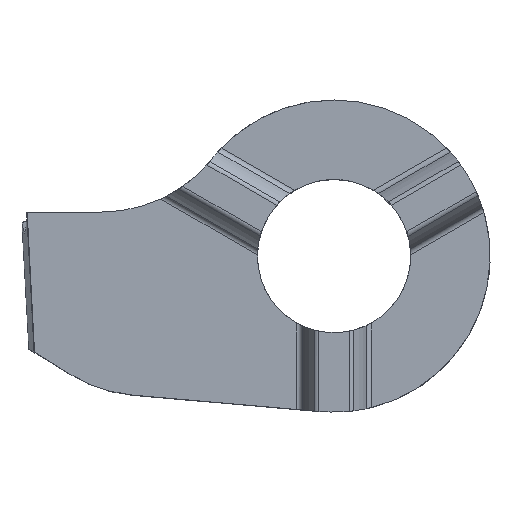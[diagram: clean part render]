
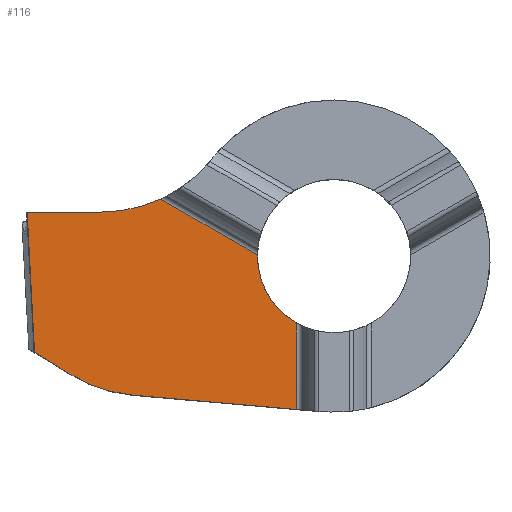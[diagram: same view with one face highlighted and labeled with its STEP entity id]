
A CAD part, top view. The second image highlights one B-rep face of the part: STEP entity #116.
In plain terms, the highlighted planar face has unit normal (0, 0, 1).
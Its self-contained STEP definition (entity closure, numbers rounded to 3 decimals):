
#91=CIRCLE('',#1050,5.);
#92=CIRCLE('',#1051,2.7);
#93=CIRCLE('',#1052,5.);
#116=ADVANCED_FACE('',(#191),#171,.F.);
#171=PLANE('',#1053);
#191=FACE_OUTER_BOUND('',#240,.T.);
#240=EDGE_LOOP('',(#350,#351,#352,#353,#354,#355,#356,#357,#358));
#350=ORIENTED_EDGE('',*,*,#735,.T.);
#351=ORIENTED_EDGE('',*,*,#736,.T.);
#352=ORIENTED_EDGE('',*,*,#737,.T.);
#353=ORIENTED_EDGE('',*,*,#738,.T.);
#354=ORIENTED_EDGE('',*,*,#739,.F.);
#355=ORIENTED_EDGE('',*,*,#740,.T.);
#356=ORIENTED_EDGE('',*,*,#734,.T.);
#357=ORIENTED_EDGE('',*,*,#741,.F.);
#358=ORIENTED_EDGE('',*,*,#742,.T.);
#630=VERTEX_POINT('',#1397);
#637=VERTEX_POINT('',#1417);
#638=VERTEX_POINT('',#1421);
#639=VERTEX_POINT('',#1422);
#640=VERTEX_POINT('',#1424);
#641=VERTEX_POINT('',#1426);
#642=VERTEX_POINT('',#1428);
#643=VERTEX_POINT('',#1430);
#644=VERTEX_POINT('',#1433);
#734=EDGE_CURVE('',#630,#637,#876,.T.);
#735=EDGE_CURVE('',#638,#639,#91,.T.);
#736=EDGE_CURVE('',#639,#640,#877,.T.);
#737=EDGE_CURVE('',#640,#641,#878,.T.);
#738=EDGE_CURVE('',#641,#642,#92,.T.);
#739=EDGE_CURVE('',#643,#642,#879,.T.);
#740=EDGE_CURVE('',#643,#630,#93,.T.);
#741=EDGE_CURVE('',#644,#637,#880,.T.);
#742=EDGE_CURVE('',#644,#638,#881,.T.);
#876=LINE('',#1418,#939);
#877=LINE('',#1423,#940);
#878=LINE('',#1425,#941);
#879=LINE('',#1429,#942);
#880=LINE('',#1432,#943);
#881=LINE('',#1434,#944);
#939=VECTOR('',#1141,1.);
#940=VECTOR('',#1146,1.);
#941=VECTOR('',#1147,1.);
#942=VECTOR('',#1150,1.);
#943=VECTOR('',#1153,1.);
#944=VECTOR('',#1154,1.);
#1050=AXIS2_PLACEMENT_3D('',#1420,#1144,#1145);
#1051=AXIS2_PLACEMENT_3D('',#1427,#1148,#1149);
#1052=AXIS2_PLACEMENT_3D('',#1431,#1151,#1152);
#1053=AXIS2_PLACEMENT_3D('',#1435,#1155,#1156);
#1141=DIRECTION('',(-1.,0.,0.));
#1144=DIRECTION('',(0.,0.,1.));
#1145=DIRECTION('',(1.,0.,0.));
#1146=DIRECTION('',(0.996,-0.087,0.));
#1147=DIRECTION('',(0.,1.,0.));
#1148=DIRECTION('',(0.,0.,-1.));
#1149=DIRECTION('',(-1.,0.,0.));
#1150=DIRECTION('',(0.866,-0.5,0.));
#1151=DIRECTION('',(0.,0.,-1.));
#1152=DIRECTION('',(-1.,0.,0.));
#1153=DIRECTION('',(-0.052,0.999,0.));
#1154=DIRECTION('',(0.848,-0.53,0.));
#1155=DIRECTION('',(0.,0.,-1.));
#1156=DIRECTION('',(1.,0.,0.));
#1397=CARTESIAN_POINT('',(-8.207,1.55,-0.1));
#1417=CARTESIAN_POINT('',(-10.816,1.55,-0.1));
#1418=CARTESIAN_POINT('',(-8.207,1.55,-0.1));
#1420=CARTESIAN_POINT('',(-6.66,0.081,-0.1));
#1421=CARTESIAN_POINT('',(-9.31,-4.159,-0.1));
#1422=CARTESIAN_POINT('',(-7.096,-4.9,-0.1));
#1423=CARTESIAN_POINT('',(-0.479,-5.479,-0.1));
#1424=CARTESIAN_POINT('',(-1.316,-5.406,-0.1));
#1425=CARTESIAN_POINT('',(-1.316,-7.,-0.1));
#1426=CARTESIAN_POINT('',(-1.316,-2.358,-0.1));
#1427=CARTESIAN_POINT('',(0.,0.,-0.1));
#1428=CARTESIAN_POINT('',(-2.7,0.04,-0.1));
#1429=CARTESIAN_POINT('',(-6.72,2.361,-0.1));
#1430=CARTESIAN_POINT('',(-6.112,2.01,-0.1));
#1431=CARTESIAN_POINT('',(-8.207,6.55,-0.1));
#1432=CARTESIAN_POINT('',(-11.07,6.4,-0.1));
#1433=CARTESIAN_POINT('',(-10.557,-3.38,-0.1));
#1434=CARTESIAN_POINT('',(-12.954,-1.882,-0.1));
#1435=CARTESIAN_POINT('',(-8.207,6.55,-0.1));
